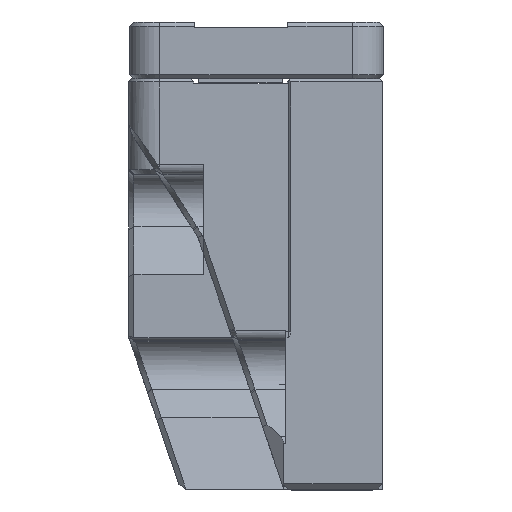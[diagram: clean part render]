
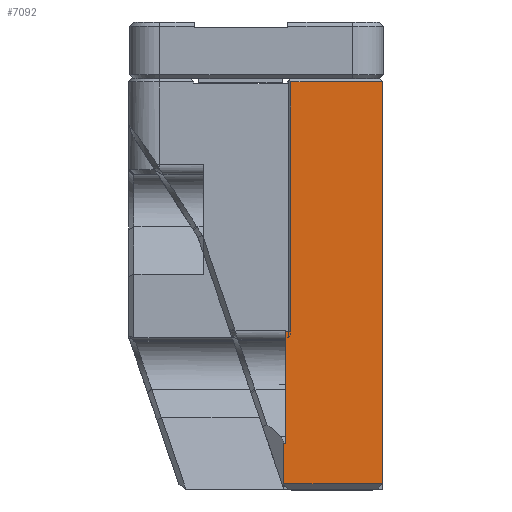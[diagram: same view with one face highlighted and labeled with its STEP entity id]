
A CAD part, left-side view. The second image highlights one B-rep face of the part: STEP entity #7092.
In plain terms, the highlighted planar face has unit normal (-1, 0, 0).
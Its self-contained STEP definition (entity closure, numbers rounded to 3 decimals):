
#1001=FACE_OUTER_BOUND('',#1428,.T.);
#1428=EDGE_LOOP('',(#6100,#6101,#6102,#6103,#6104,#6105,#6106,#6107));
#1966=LINE('',#16668,#2594);
#1970=LINE('',#16677,#2598);
#1997=LINE('',#16767,#2625);
#1998=LINE('',#16770,#2626);
#2001=LINE('',#16780,#2629);
#2002=LINE('',#16782,#2630);
#2003=LINE('',#16783,#2631);
#2004=LINE('',#16784,#2632);
#2594=VECTOR('',#9138,10.);
#2598=VECTOR('',#9146,10.);
#2625=VECTOR('',#9247,10.);
#2626=VECTOR('',#9250,10.);
#2629=VECTOR('',#9261,10.);
#2630=VECTOR('',#9262,10.);
#2631=VECTOR('',#9263,10.);
#2632=VECTOR('',#9264,10.);
#3285=VERTEX_POINT('',#16665);
#3286=VERTEX_POINT('',#16667);
#3289=VERTEX_POINT('',#16675);
#3311=VERTEX_POINT('',#16763);
#3312=VERTEX_POINT('',#16765);
#3313=VERTEX_POINT('',#16769);
#3316=VERTEX_POINT('',#16779);
#3317=VERTEX_POINT('',#16781);
#4222=EDGE_CURVE('',#3285,#3286,#1966,.T.);
#4227=EDGE_CURVE('',#3289,#3285,#1970,.T.);
#4272=EDGE_CURVE('',#3311,#3312,#1997,.T.);
#4273=EDGE_CURVE('',#3313,#3312,#1998,.T.);
#4278=EDGE_CURVE('',#3316,#3289,#2001,.T.);
#4279=EDGE_CURVE('',#3317,#3316,#2002,.T.);
#4280=EDGE_CURVE('',#3317,#3311,#2003,.T.);
#4281=EDGE_CURVE('',#3286,#3313,#2004,.T.);
#6100=ORIENTED_EDGE('',*,*,#4227,.F.);
#6101=ORIENTED_EDGE('',*,*,#4278,.F.);
#6102=ORIENTED_EDGE('',*,*,#4279,.F.);
#6103=ORIENTED_EDGE('',*,*,#4280,.T.);
#6104=ORIENTED_EDGE('',*,*,#4272,.T.);
#6105=ORIENTED_EDGE('',*,*,#4273,.F.);
#6106=ORIENTED_EDGE('',*,*,#4281,.F.);
#6107=ORIENTED_EDGE('',*,*,#4222,.F.);
#6724=PLANE('',#7692);
#7092=ADVANCED_FACE('',(#1001),#6724,.F.);
#7692=AXIS2_PLACEMENT_3D('',#16778,#9259,#9260);
#9138=DIRECTION('',(0.,0.,1.));
#9146=DIRECTION('',(0.,1.,0.));
#9247=DIRECTION('',(0.,1.,0.));
#9250=DIRECTION('',(0.,0.,1.));
#9259=DIRECTION('center_axis',(1.,0.,0.));
#9260=DIRECTION('ref_axis',(0.,0.,
-1.));
#9261=DIRECTION('',(0.,0.,-1.));
#9262=DIRECTION('',(0.,-1.,0.));
#9263=DIRECTION('',(0.,0.,-1.));
#9264=DIRECTION('',(0.,-1.,0.));
#16665=CARTESIAN_POINT('',(-153.224,1.735,23.015));
#16667=CARTESIAN_POINT('',(-153.224,1.735,27.009));
#16668=CARTESIAN_POINT('',(-153.224,1.735,60.415));
#16675=CARTESIAN_POINT('',(-153.224,-7.965,23.015));
#16677=CARTESIAN_POINT('',(-153.224,19.697,23.015));
#16763=CARTESIAN_POINT('',(-153.224,1.035,38.038));
#16765=CARTESIAN_POINT('',(-153.224,1.535,38.038));
#16767=CARTESIAN_POINT('',(-153.224,1.035,38.038));
#16769=CARTESIAN_POINT('',(-153.224,1.535,27.009));
#16770=CARTESIAN_POINT('',(-153.224,1.535,47.43));
#16778=CARTESIAN_POINT('Origin',(-153.224,32.835,58.415));
#16779=CARTESIAN_POINT('',(-153.224,-7.965,62.6));
#16780=CARTESIAN_POINT('',(-153.224,-7.965,62.415));
#16781=CARTESIAN_POINT('',(-153.224,1.035,62.6));
#16782=CARTESIAN_POINT('',(-153.224,10.853,62.6));
#16783=CARTESIAN_POINT('',(-153.224,1.035,55.94));
#16784=CARTESIAN_POINT('',(-153.224,-3.465,27.009));
